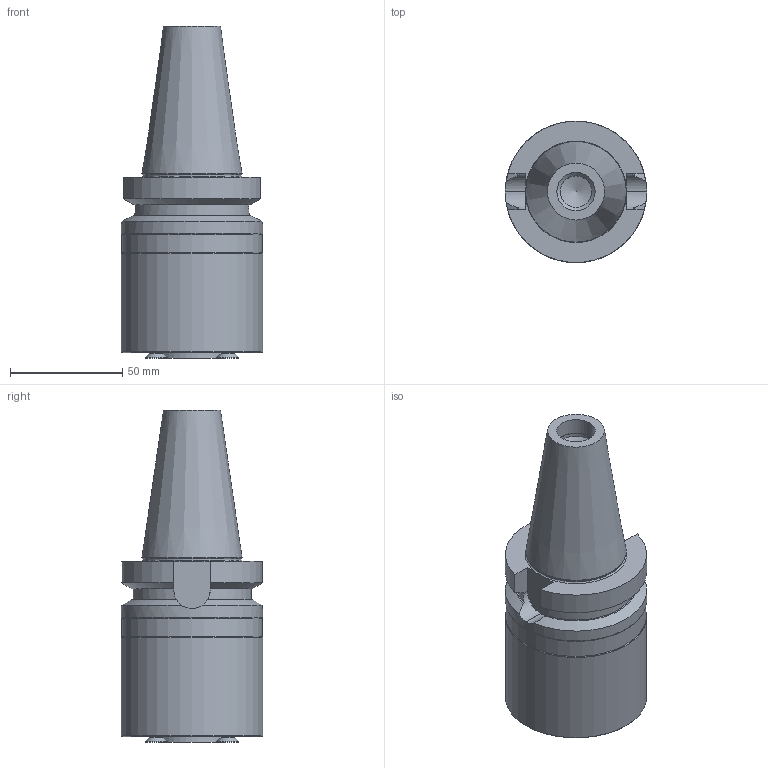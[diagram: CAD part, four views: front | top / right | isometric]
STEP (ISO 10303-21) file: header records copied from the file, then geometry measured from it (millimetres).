
FILE_DESCRIPTION(/* description */ ('3-D model version:1'),/* implementation_level */ '2;1');
FILE_NAME(/* name */ 'B40-X32-063-080',/* time_stamp */ '2016-12-02T14:03:03',/* author */ ('CappDp'),/* organization */ ('AB Sandvik Coromant'),/* preprocessor_version */ 'ST-DEVELOPER v15',/* originating_system */ 'SIEMENS PLM Software NX 8.5',/* authorization */ '');
FILE_SCHEMA(('AUTOMOTIVE_DESIGN'));
Length unit declared in the file: millimetre
Products named in the file (1): 3454_1_3D
Bounding box: 63 x 63 x 147.8 mm (x, y, z)
Volume: 294322.8 mm3; surface area: 31852.9 mm2
Topology: 1 solids, 1 shells, 64 faces, 149 edges, 92 vertices
Faces by surface type: cylinder 24, plane 23, cone 16, torus 1
Full cylindrical faces by diameter (mm): 5.994 x4, 10 x4, 14 x1, 17.014 x1, 17.413 x1, 31.992 x1, 44 x1, 62.5 x1, 62.977 x1, 63 x1
Entity records: 1732 total; most frequent: CARTESIAN_POINT 317, DIRECTION 292, ORIENTED_EDGE 228, AXIS2_PLACEMENT_3D 126, EDGE_CURVE 114, EDGE_LOOP 98, VERTEX_POINT 87, FACE_BOUND 66
